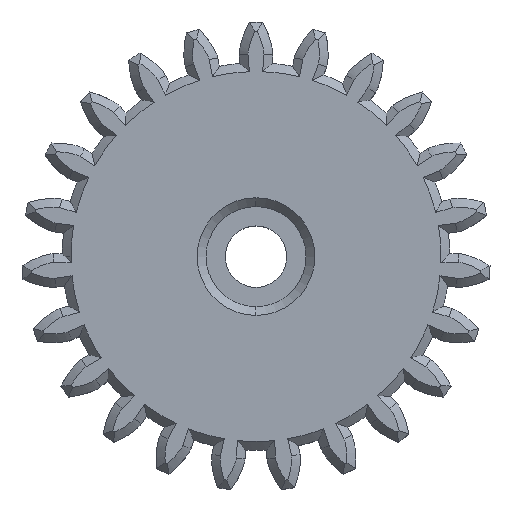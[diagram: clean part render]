
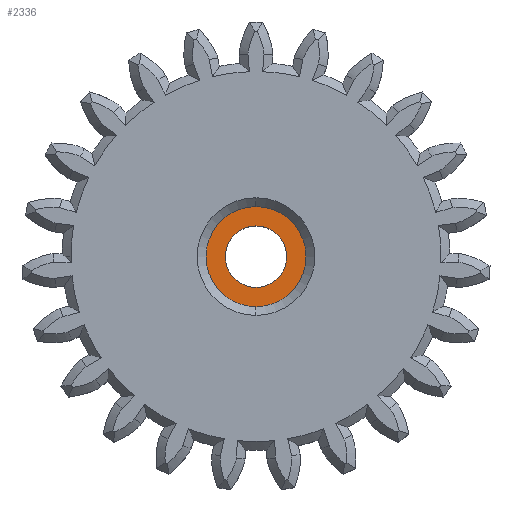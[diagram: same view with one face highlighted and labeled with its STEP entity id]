
A CAD part, top view. The second image highlights one B-rep face of the part: STEP entity #2336.
In plain terms, the highlighted planar face has unit normal (0, 0, 1).
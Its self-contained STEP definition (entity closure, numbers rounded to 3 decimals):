
#1456 = CIRCLE ( 'NONE', #10498, 1.75 ) ;
#2336 = ADVANCED_FACE ( 'NONE', ( #20147, #29692 ), #23420, .T. ) ;
#3142 = AXIS2_PLACEMENT_3D ( 'NONE', #15749, #34241, #18385 ) ;
#3610 = AXIS2_PLACEMENT_3D ( 'NONE', #29572, #13687, #32217 ) ;
#5090 = EDGE_CURVE ( 'NONE', #11966, #24007, #1456, .T. ) ;
#5358 = VERTEX_POINT ( 'NONE', #9514 ) ;
#7077 = EDGE_CURVE ( 'NONE', #5358, #15338, #20541, .T. ) ;
#7718 = EDGE_CURVE ( 'NONE', #24007, #11966, #32148, .T. ) ;
#9191 = CARTESIAN_POINT ( 'NONE',  ( 0., 0., 3. ) ) ;
#9514 = CARTESIAN_POINT ( 'NONE',  ( 0., 2.85, 3. ) ) ;
#10498 = AXIS2_PLACEMENT_3D ( 'NONE', #14444, #32976, #17121 ) ;
#11207 = EDGE_LOOP ( 'NONE', ( #19803, #23930 ) ) ;
#11310 = EDGE_CURVE ( 'NONE', #15338, #5358, #30867, .T. ) ;
#11873 = DIRECTION ( 'NONE',  ( 0., 1., 0. ) ) ;
#11966 = VERTEX_POINT ( 'NONE', #32036 ) ;
#13687 = DIRECTION ( 'NONE',  ( 0., 0., -1. ) ) ;
#14444 = CARTESIAN_POINT ( 'NONE',  ( 0., 0., 3. ) ) ;
#15338 = VERTEX_POINT ( 'NONE', #25664 ) ;
#15749 = CARTESIAN_POINT ( 'NONE',  ( 0., 0., 3. ) ) ;
#17121 = DIRECTION ( 'NONE',  ( 0., 1., 0. ) ) ;
#17428 = DIRECTION ( 'NONE',  ( 0., -1., 0. ) ) ;
#17496 = DIRECTION ( 'NONE',  ( 0., 0., 1. ) ) ;
#17753 = CARTESIAN_POINT ( 'NONE',  ( 0., -2.85, 3. ) ) ;
#18385 = DIRECTION ( 'NONE',  ( 0., 1., 0. ) ) ;
#18513 = CARTESIAN_POINT ( 'NONE',  ( 0., 1.75, 3. ) ) ;
#19803 = ORIENTED_EDGE ( 'NONE', *, *, #7718, .T. ) ;
#19854 = AXIS2_PLACEMENT_3D ( 'NONE', #17753, #17496, #17428 ) ;
#20147 = FACE_BOUND ( 'NONE', #11207, .T. ) ;
#20541 = CIRCLE ( 'NONE', #3610, 2.85 ) ;
#23420 = PLANE ( 'NONE',  #19854 ) ;
#23930 = ORIENTED_EDGE ( 'NONE', *, *, #5090, .T. ) ;
#24007 = VERTEX_POINT ( 'NONE', #18513 ) ;
#25664 = CARTESIAN_POINT ( 'NONE',  ( 0., -2.85, 3. ) ) ;
#26866 = AXIS2_PLACEMENT_3D ( 'NONE', #9191, #27771, #11873 ) ;
#27771 = DIRECTION ( 'NONE',  ( 0., 0., -1. ) ) ;
#28499 = ORIENTED_EDGE ( 'NONE', *, *, #7077, .F. ) ;
#29572 = CARTESIAN_POINT ( 'NONE',  ( 0., 0., 3. ) ) ;
#29692 = FACE_OUTER_BOUND ( 'NONE', #32373, .T. ) ;
#30867 = CIRCLE ( 'NONE', #26866, 2.85 ) ;
#32036 = CARTESIAN_POINT ( 'NONE',  ( 0., -1.75, 3. ) ) ;
#32148 = CIRCLE ( 'NONE', #3142, 1.75 ) ;
#32217 = DIRECTION ( 'NONE',  ( 0., 1., 0. ) ) ;
#32373 = EDGE_LOOP ( 'NONE', ( #28499, #33886 ) ) ;
#32976 = DIRECTION ( 'NONE',  ( 0., 0., -1. ) ) ;
#33886 = ORIENTED_EDGE ( 'NONE', *, *, #11310, .F. ) ;
#34241 = DIRECTION ( 'NONE',  ( 0., 0., -1. ) ) ;
